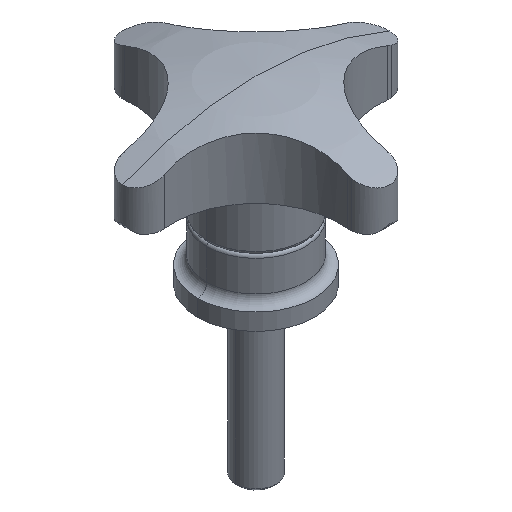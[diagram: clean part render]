
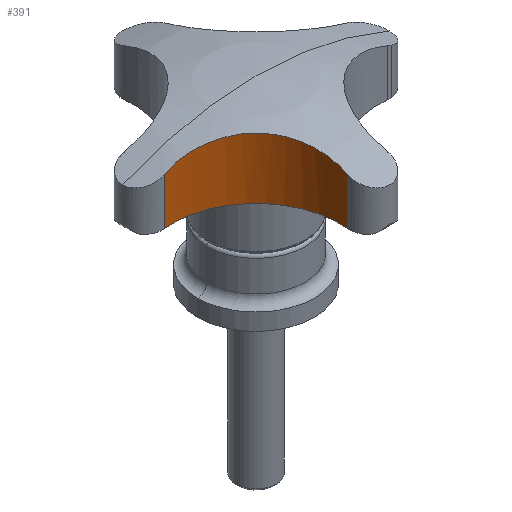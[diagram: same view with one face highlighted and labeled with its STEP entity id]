
A CAD part, isometric view. The second image highlights one B-rep face of the part: STEP entity #391.
In plain terms, the highlighted cylindrical face has radius 25 mm (diameter 50 mm), a partial arc.
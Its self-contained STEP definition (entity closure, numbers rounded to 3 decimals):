
#251=VERTEX_POINT('',#687);
#297=EDGE_CURVE('',#429,#449,#738,.T.);
#299=EDGE_CURVE('',#359,#251,#740,.T.);
#315=EDGE_CURVE('',#429,#251,#758,.T.);
#359=VERTEX_POINT('',#807);
#365=EDGE_CURVE('',#449,#359,#813,.T.);
#391=ADVANCED_FACE('',(#843),#844,.F.);
#429=VERTEX_POINT('',#886);
#449=VERTEX_POINT('',#908);
#687=CARTESIAN_POINT('',(-5.969,-33.388,48.072));
#738=CIRCLE('',#1279,25.0);
#740=B_SPLINE_CURVE_WITH_KNOTS('',3,(#1282,#1283,#1284,#1285,#1286,#1287,#1288,#1289,#1290,#1291,#1292,#1293,#1294,#1295,#1296,#1297,#1298,#1299,#1300,#1301,#1302,#1303,#1304,#1305,#1306,#1307,#1308,#1309,#1310,#1311,#1312,#1313,#1314,#1315,#1316,#1317,#1318,#1319,#1320,#1321),.UNSPECIFIED.,.F.,.F.,(4,2,2,2,2,2,2,2,2,2,2,2,2,2,2,2,2,2,2,4),(33.818,35.207,37.632,40.056,42.364,44.673,46.981,49.289,51.598,53.906,56.214,58.523,60.89,63.258,65.626,67.994,70.362,72.729,75.097,77.465),.UNSPECIFIED.);
#758=LINE('',#1385,#1386);
#807=CARTESIAN_POINT('',(-33.388,-5.969,48.072));
#813=LINE('',#1491,#1492);
#843=FACE_OUTER_BOUND('',#1551,.T.);
#844=CYLINDRICAL_SURFACE('',#1552,25.0);
#886=CARTESIAN_POINT('',(-5.969,-33.388,34.0));
#908=CARTESIAN_POINT('',(-33.388,-5.969,34.0));
#1279=AXIS2_PLACEMENT_3D('',#2303,#2304,#2305);
#1282=CARTESIAN_POINT('',(-33.388,-5.969,48.072));
#1283=CARTESIAN_POINT('',(-32.929,-5.922,48.238));
#1284=CARTESIAN_POINT('',(-32.47,-5.887,48.4));
#1285=CARTESIAN_POINT('',(-31.208,-5.828,48.83));
#1286=CARTESIAN_POINT('',(-30.407,-5.829,49.09));
#1287=CARTESIAN_POINT('',(-28.819,-5.907,49.578));
#1288=CARTESIAN_POINT('',(-28.033,-5.984,49.807));
#1289=CARTESIAN_POINT('',(-26.526,-6.202,50.221));
#1290=CARTESIAN_POINT('',(-25.78,-6.343,50.415));
#1291=CARTESIAN_POINT('',(-24.281,-6.701,50.779));
#1292=CARTESIAN_POINT('',(-23.528,-6.918,50.95));
#1293=CARTESIAN_POINT('',(-22.031,-7.428,51.263));
#1294=CARTESIAN_POINT('',(-21.287,-7.721,51.406));
#1295=CARTESIAN_POINT('',(-19.822,-8.382,51.66));
#1296=CARTESIAN_POINT('',(-19.102,-8.75,51.771));
#1297=CARTESIAN_POINT('',(-17.698,-9.555,51.96));
#1298=CARTESIAN_POINT('',(-17.014,-9.993,52.037));
#1299=CARTESIAN_POINT('',(-15.694,-10.931,52.157));
#1300=CARTESIAN_POINT('',(-15.057,-11.432,52.2));
#1301=CARTESIAN_POINT('',(-13.844,-12.485,52.25));
#1302=CARTESIAN_POINT('',(-13.266,-13.038,52.258));
#1303=CARTESIAN_POINT('',(-12.177,-14.183,52.24));
#1304=CARTESIAN_POINT('',(-11.666,-14.775,52.215));
#1305=CARTESIAN_POINT('',(-10.704,-15.999,52.133));
#1306=CARTESIAN_POINT('',(-10.239,-16.65,52.074));
#1307=CARTESIAN_POINT('',(-9.367,-18.007,51.922));
#1308=CARTESIAN_POINT('',(-8.961,-18.713,51.828));
#1309=CARTESIAN_POINT('',(-8.216,-20.167,51.604));
#1310=CARTESIAN_POINT('',(-7.878,-20.915,51.474));
#1311=CARTESIAN_POINT('',(-7.276,-22.441,51.181));
#1312=CARTESIAN_POINT('',(-7.014,-23.22,51.017));
#1313=CARTESIAN_POINT('',(-6.567,-24.792,50.659));
#1314=CARTESIAN_POINT('',(-6.383,-25.586,50.464));
#1315=CARTESIAN_POINT('',(-6.094,-27.179,50.046));
#1316=CARTESIAN_POINT('',(-5.99,-27.976,49.823));
#1317=CARTESIAN_POINT('',(-5.858,-29.559,49.355));
#1318=CARTESIAN_POINT('',(-5.831,-30.345,49.11));
#1319=CARTESIAN_POINT('',(-5.849,-31.89,48.602));
#1320=CARTESIAN_POINT('',(-5.893,-32.649,48.339));
#1321=CARTESIAN_POINT('',(-5.969,-33.388,48.072));
#1385=CARTESIAN_POINT('',(-5.969,-33.388,34.0));
#1386=VECTOR('',#2334,1.0);
#1491=CARTESIAN_POINT('',(-33.388,-5.969,34.0));
#1492=VECTOR('',#2384,1.0);
#1551=EDGE_LOOP('',(#2428,#2429,#2430,#2431));
#1552=AXIS2_PLACEMENT_3D('',#2432,#2433,#2434);
#2303=CARTESIAN_POINT('',(-30.838,-30.838,34.0));
#2304=DIRECTION('',(0.,0.,1.0));
#2305=DIRECTION('',(0.995,-0.102,0.));
#2334=DIRECTION('',(0.0,0.0,1.0));
#2384=DIRECTION('',(0.0,0.0,1.0));
#2428=ORIENTED_EDGE('',*,*,#299,.F.);
#2429=ORIENTED_EDGE('',*,*,#365,.F.);
#2430=ORIENTED_EDGE('',*,*,#297,.F.);
#2431=ORIENTED_EDGE('',*,*,#315,.T.);
#2432=CARTESIAN_POINT('',(-30.838,-30.838,34.0));
#2433=DIRECTION('',(-0.0,-0.0,-1.0));
#2434=DIRECTION('',(0.995,-0.102,0.0));
